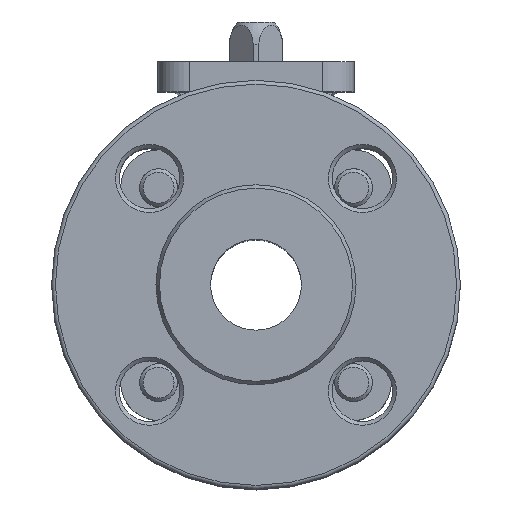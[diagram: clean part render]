
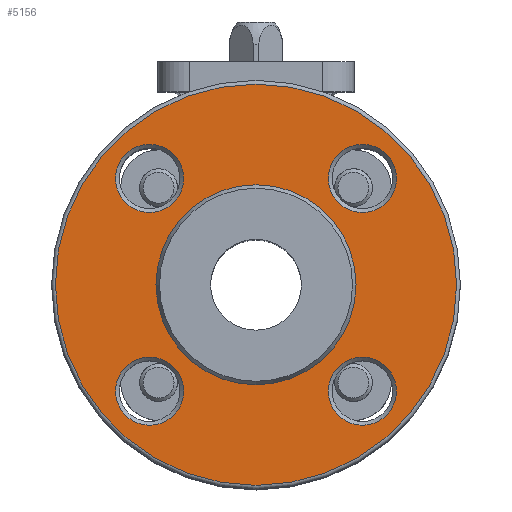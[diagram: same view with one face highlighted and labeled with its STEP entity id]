
A CAD part, top view. The second image highlights one B-rep face of the part: STEP entity #5156.
In plain terms, the highlighted planar face has unit normal (0, 0, 1).
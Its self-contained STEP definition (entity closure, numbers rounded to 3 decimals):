
#639=PLANE('',#5549);
#1080=ORIENTED_EDGE('',*,*,#2616,.F.);
#1081=ORIENTED_EDGE('',*,*,#2618,.F.);
#1082=ORIENTED_EDGE('',*,*,#2619,.F.);
#1083=ORIENTED_EDGE('',*,*,#2620,.F.);
#1084=ORIENTED_EDGE('',*,*,#2621,.F.);
#1085=ORIENTED_EDGE('',*,*,#2615,.T.);
#2615=EDGE_CURVE('',#3388,#3388,#3899,.T.);
#2616=EDGE_CURVE('',#3389,#3389,#3900,.T.);
#2618=EDGE_CURVE('',#3391,#3391,#3902,.T.);
#2619=EDGE_CURVE('',#3392,#3392,#3903,.T.);
#2620=EDGE_CURVE('',#3393,#3393,#3904,.T.);
#2621=EDGE_CURVE('',#3394,#3394,#3905,.T.);
#3388=VERTEX_POINT('',#7981);
#3389=VERTEX_POINT('',#7984);
#3391=VERTEX_POINT('',#7989);
#3392=VERTEX_POINT('',#7991);
#3393=VERTEX_POINT('',#7993);
#3394=VERTEX_POINT('',#7995);
#3899=CIRCLE('',#5545,26.424);
#3900=CIRCLE('',#5547,53.);
#3902=CIRCLE('',#5550,9.);
#3903=CIRCLE('',#5551,9.);
#3904=CIRCLE('',#5552,9.);
#3905=CIRCLE('',#5553,9.);
#4226=EDGE_LOOP('',(#1080));
#4227=EDGE_LOOP('',(#1081));
#4228=EDGE_LOOP('',(#1082));
#4229=EDGE_LOOP('',(#1083));
#4230=EDGE_LOOP('',(#1084));
#4231=EDGE_LOOP('',(#1085));
#4651=FACE_BOUND('',#4226,.T.);
#4652=FACE_BOUND('',#4227,.T.);
#4653=FACE_BOUND('',#4228,.T.);
#4654=FACE_BOUND('',#4229,.T.);
#4655=FACE_BOUND('',#4230,.T.);
#4656=FACE_BOUND('',#4231,.T.);
#5156=ADVANCED_FACE('',(#4651,#4652,#4653,#4654,#4655,#4656),#639,.F.);
#5545=AXIS2_PLACEMENT_3D('',#7980,#6308,#6309);
#5547=AXIS2_PLACEMENT_3D('',#7983,#6312,#6313);
#5549=AXIS2_PLACEMENT_3D('',#7987,#6316,#6317);
#5550=AXIS2_PLACEMENT_3D('',#7988,#6318,#6319);
#5551=AXIS2_PLACEMENT_3D('',#7990,#6320,#6321);
#5552=AXIS2_PLACEMENT_3D('',#7992,#6322,#6323);
#5553=AXIS2_PLACEMENT_3D('',#7994,#6324,#6325);
#6308=DIRECTION('',(0.,0.,-1.));
#6309=DIRECTION('',(-1.,0.,0.));
#6312=DIRECTION('',(0.,0.,-1.));
#6313=DIRECTION('',(-1.,0.,0.));
#6316=DIRECTION('',(0.,0.,-1.));
#6317=DIRECTION('',(-1.,0.,0.));
#6318=DIRECTION('',(0.,0.,1.));
#6319=DIRECTION('',(1.,0.,0.));
#6320=DIRECTION('',(0.,0.,1.));
#6321=DIRECTION('',(1.,0.,0.));
#6322=DIRECTION('',(0.,0.,1.));
#6323=DIRECTION('',(1.,0.,0.));
#6324=DIRECTION('',(0.,0.,1.));
#6325=DIRECTION('',(1.,0.,0.));
#7980=CARTESIAN_POINT('',(0.,0.,52.1));
#7981=CARTESIAN_POINT('',(-26.424,0.,52.1));
#7983=CARTESIAN_POINT('',(0.,0.,52.1));
#7984=CARTESIAN_POINT('',(-53.,0.,52.1));
#7987=CARTESIAN_POINT('',(0.,26.424,52.1));
#7988=CARTESIAN_POINT('',(-28.107,-28.107,52.1));
#7989=CARTESIAN_POINT('',(-19.107,-28.107,52.1));
#7990=CARTESIAN_POINT('',(28.107,-28.107,52.1));
#7991=CARTESIAN_POINT('',(37.107,-28.107,52.1));
#7992=CARTESIAN_POINT('',(28.107,28.107,52.1));
#7993=CARTESIAN_POINT('',(37.107,28.107,52.1));
#7994=CARTESIAN_POINT('',(-28.107,28.107,52.1));
#7995=CARTESIAN_POINT('',(-19.107,28.107,52.1));
